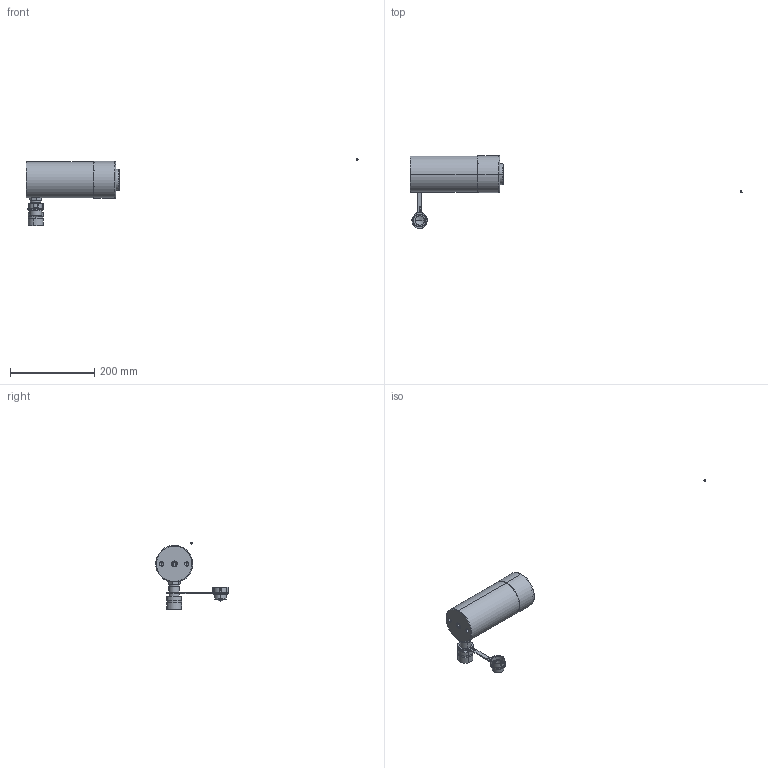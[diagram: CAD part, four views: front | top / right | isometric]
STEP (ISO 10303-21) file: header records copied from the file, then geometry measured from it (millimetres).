
FILE_DESCRIPTION (( 'STEP AP214' ), '1' );
FILE_NAME ('HSS254.STEP', '2017-03-14T10:02:33', ( '' ), ( '' ), 'SwSTEP 2.0', 'SolidWorks 2017', '' );
FILE_SCHEMA (( 'AUTOMOTIVE_DESIGN' ));
Length unit declared in the file: millimetre
Products named in the file (17): CF1; PPC1; SOCKET CAP HEAD SCREWS_BLC006JD025; SOCKET CAP HEAD SCREWS_BLC006JC035; CBC067SF001; HSS254; FFC004RC001; O-RING_SEC038RA003; HA25; WAC006EB000; SRC054SF001; SPC038TF001; SIC029TC001; PISTON TEE SEAL_SEC067GA001; PWB WIPER_SEC054XE001; PTP###T####_PTP086TP025; PRC067AF001
Assembly tree (18 placements, depth 2):
  HSS254
    CBC067SF001
    SOCKET CAP HEAD SCREWS_BLC006JC035
    SOCKET CAP HEAD SCREWS_BLC006JD025
    PPC1
    CF1
    PRC067AF001
    PTP###T####_PTP086TP025
    PWB WIPER_SEC054XE001
    PISTON TEE SEAL_SEC067GA001
    SIC029TC001  x2
    SPC038TF001
    SRC054SF001
    WAC006EB000  x2
    HA25
    O-RING_SEC038RA003
    FFC004RC001
Bounding box: 789.87 x 172.5 x 160.12 mm (x, y, z)
Volume: 1057700 mm3; surface area: 306361.2 mm2
Topology: 18 solids, 18 shells, 452 faces, 990 edges, 613 vertices
Faces by surface type: cylinder 196, plane 126, cone 90, torus 36, bspline 4
Entity records: 19099 total; most frequent: CARTESIAN_POINT 7990, DIRECTION 2270, ORIENTED_EDGE 1856, AXIS2_PLACEMENT_3D 955, EDGE_CURVE 928, VERTEX_POINT 581, EDGE_LOOP 509, CIRCLE 505
